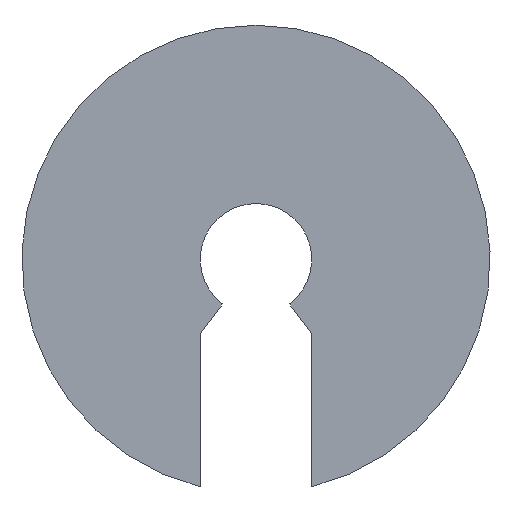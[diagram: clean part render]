
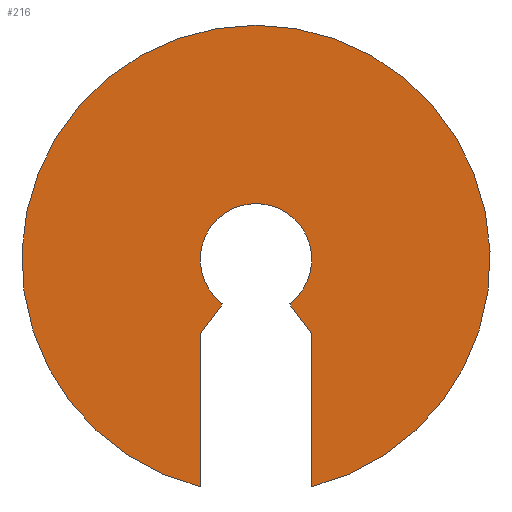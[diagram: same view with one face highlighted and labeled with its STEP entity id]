
A CAD part, front view. The second image highlights one B-rep face of the part: STEP entity #216.
In plain terms, the highlighted planar face has unit normal (0, -1, 0).
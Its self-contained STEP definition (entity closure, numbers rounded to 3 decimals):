
#2 = EDGE_CURVE ( 'NONE', #181, #197, #162, .T. ) ;
#6 = PLANE ( 'NONE',  #127 ) ;
#12 = DIRECTION ( 'NONE',  ( 0., 1., 0. ) ) ;
#14 = DIRECTION ( 'NONE',  ( 0., 0., 1. ) ) ;
#15 = ORIENTED_EDGE ( 'NONE', *, *, #258, .T. ) ;
#20 = VERTEX_POINT ( 'NONE', #118 ) ;
#30 = ORIENTED_EDGE ( 'NONE', *, *, #272, .F. ) ;
#32 = LINE ( 'NONE', #78, #160 ) ;
#44 = VERTEX_POINT ( 'NONE', #130 ) ;
#53 = DIRECTION ( 'NONE',  ( 0., 0., -1. ) ) ;
#55 = ORIENTED_EDGE ( 'NONE', *, *, #269, .T. ) ;
#57 = CARTESIAN_POINT ( 'NONE',  ( 1.25, 0., 0. ) ) ;
#60 = CIRCLE ( 'NONE', #141, 1.25 ) ;
#64 = ORIENTED_EDGE ( 'NONE', *, *, #206, .F. ) ;
#69 = DIRECTION ( 'NONE',  ( 0., 0., -1. ) ) ;
#78 = CARTESIAN_POINT ( 'NONE',  ( -1.25, 0., 0. ) ) ;
#79 = DIRECTION ( 'NONE',  ( 0., 0., 1. ) ) ;
#82 = VERTEX_POINT ( 'NONE', #268 ) ;
#89 = CIRCLE ( 'NONE', #97, 5.25 ) ;
#92 = CARTESIAN_POINT ( 'NONE',  ( 0., 0., 0. ) ) ;
#97 = AXIS2_PLACEMENT_3D ( 'NONE', #267, #259, #271 ) ;
#99 = LINE ( 'NONE', #57, #180 ) ;
#108 = VERTEX_POINT ( 'NONE', #243 ) ;
#111 = ORIENTED_EDGE ( 'NONE', *, *, #2, .F. ) ;
#113 = CARTESIAN_POINT ( 'NONE',  ( 0., 0., 0. ) ) ;
#118 = CARTESIAN_POINT ( 'NONE',  ( 0.75, 0., -1. ) ) ;
#120 = ORIENTED_EDGE ( 'NONE', *, *, #179, .F. ) ;
#127 = AXIS2_PLACEMENT_3D ( 'NONE', #129, #12, #14 ) ;
#129 = CARTESIAN_POINT ( 'NONE',  ( 0., 0., 0. ) ) ;
#130 = CARTESIAN_POINT ( 'NONE',  ( -1.25, 0., -5.099 ) ) ;
#141 = AXIS2_PLACEMENT_3D ( 'NONE', #92, #263, #79 ) ;
#152 = CARTESIAN_POINT ( 'NONE',  ( 0., 0., 0. ) ) ;
#153 = DIRECTION ( 'NONE',  ( -0.6, 0., 0.8 ) ) ;
#160 = VECTOR ( 'NONE', #53, 1000. ) ;
#162 = LINE ( 'NONE', #113, #205 ) ;
#177 = CARTESIAN_POINT ( 'NONE',  ( -1.25, 0., -1.667 ) ) ;
#179 = EDGE_CURVE ( 'NONE', #108, #20, #252, .T. ) ;
#180 = VECTOR ( 'NONE', #69, 1000. ) ;
#181 = VERTEX_POINT ( 'NONE', #190 ) ;
#189 = VECTOR ( 'NONE', #153, 1000. ) ;
#190 = CARTESIAN_POINT ( 'NONE',  ( -0.75, 0., -1. ) ) ;
#197 = VERTEX_POINT ( 'NONE', #177 ) ;
#201 = DIRECTION ( 'NONE',  ( -0.6, 0., -0.8 ) ) ;
#204 = EDGE_LOOP ( 'NONE', ( #111, #55, #120, #15, #64, #30 ) ) ;
#205 = VECTOR ( 'NONE', #201, 1000. ) ;
#206 = EDGE_CURVE ( 'NONE', #44, #82, #89, .T. ) ;
#216 = ADVANCED_FACE ( 'NONE', ( #235 ), #6, .F. ) ;
#235 = FACE_OUTER_BOUND ( 'NONE', #204, .T. ) ;
#243 = CARTESIAN_POINT ( 'NONE',  ( 1.25, 0., -1.667 ) ) ;
#252 = LINE ( 'NONE', #152, #189 ) ;
#258 = EDGE_CURVE ( 'NONE', #108, #82, #99, .T. ) ;
#259 = DIRECTION ( 'NONE',  ( 0., 1., 0. ) ) ;
#263 = DIRECTION ( 'NONE',  ( 0., 1., 0. ) ) ;
#267 = CARTESIAN_POINT ( 'NONE',  ( 0., 0., 0. ) ) ;
#268 = CARTESIAN_POINT ( 'NONE',  ( 1.25, 0., -5.099 ) ) ;
#269 = EDGE_CURVE ( 'NONE', #181, #20, #60, .T. ) ;
#271 = DIRECTION ( 'NONE',  ( 0., 0., 1. ) ) ;
#272 = EDGE_CURVE ( 'NONE', #197, #44, #32, .T. ) ;
